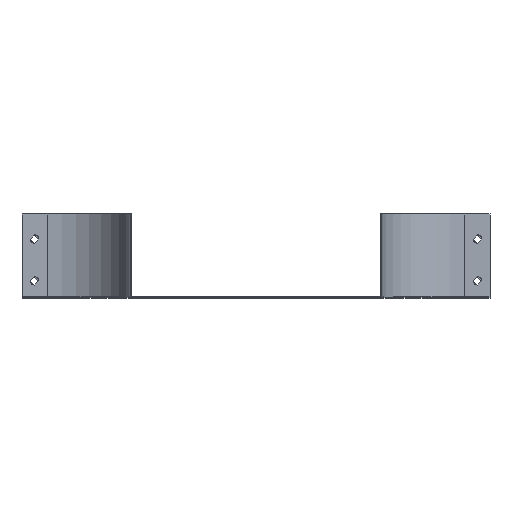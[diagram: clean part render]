
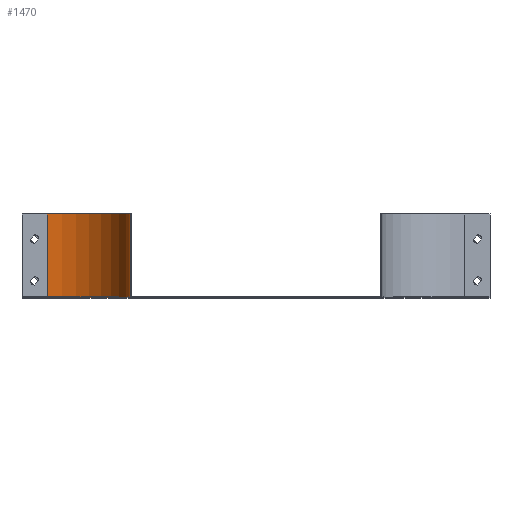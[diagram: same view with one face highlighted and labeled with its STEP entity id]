
A CAD part, top view. The second image highlights one B-rep face of the part: STEP entity #1470.
In plain terms, the highlighted cylindrical face has radius 100 mm (diameter 200 mm), a partial arc.
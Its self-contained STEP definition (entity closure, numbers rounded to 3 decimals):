
#17 = ORIENTED_EDGE ( 'NONE', *, *, #632, .F. ) ;
#18 = ORIENTED_EDGE ( 'NONE', *, *, #606, .F. ) ;
#19 = ORIENTED_EDGE ( 'NONE', *, *, #605, .F. ) ;
#20 = ORIENTED_EDGE ( 'NONE', *, *, #604, .T. ) ;
#183 = AXIS2_PLACEMENT_3D ( 'NONE', #3297, #3450, #3366 ) ;
#193 = AXIS2_PLACEMENT_3D ( 'NONE', #3380, #3379, #3378 ) ;
#604 = EDGE_CURVE ( 'NONE', #887, #875, #2233, .T. ) ;
#605 = EDGE_CURVE ( 'NONE', #887, #877, #2232, .T. ) ;
#606 = EDGE_CURVE ( 'NONE', #877, #874, #2235, .T. ) ;
#632 = EDGE_CURVE ( 'NONE', #874, #875, #2275, .T. ) ;
#874 = VERTEX_POINT ( 'NONE', #1349 ) ;
#875 = VERTEX_POINT ( 'NONE', #1347 ) ;
#877 = VERTEX_POINT ( 'NONE', #1340 ) ;
#887 = VERTEX_POINT ( 'NONE', #1306 ) ;
#1306 = CARTESIAN_POINT ( 'NONE',  ( -250., 100., -130. ) ) ;
#1340 = CARTESIAN_POINT ( 'NONE',  ( -150., 100., -30. ) ) ;
#1347 = CARTESIAN_POINT ( 'NONE',  ( -250., 0., -130. ) ) ;
#1349 = CARTESIAN_POINT ( 'NONE',  ( -150., 0., -30. ) ) ;
#1470 = ADVANCED_FACE ( 'NONE', ( #1578 ), #1583, .F. ) ;
#1578 = FACE_OUTER_BOUND ( 'NONE', #2149, .T. ) ;
#1583 = CYLINDRICAL_SURFACE ( 'NONE', #3185, 100. ) ;
#2149 = EDGE_LOOP ( 'NONE', ( #17, #18, #19, #20 ) ) ;
#2232 = CIRCLE ( 'NONE', #183, 100. ) ;
#2233 = LINE ( 'NONE', #3321, #2236 ) ;
#2235 = LINE ( 'NONE', #3430, #2239 ) ;
#2236 = VECTOR ( 'NONE', #3328, 1000. ) ;
#2239 = VECTOR ( 'NONE', #3298, 1000. ) ;
#2275 = CIRCLE ( 'NONE', #193, 100. ) ;
#2642 = DIRECTION ( 'NONE',  ( 0., 0., -1. ) ) ;
#2645 = DIRECTION ( 'NONE',  ( 0., -1., 0. ) ) ;
#2646 = CARTESIAN_POINT ( 'NONE',  ( -250., 0.8, -30. ) ) ;
#3185 = AXIS2_PLACEMENT_3D ( 'NONE', #2646, #2645, #2642 ) ;
#3297 = CARTESIAN_POINT ( 'NONE',  ( -250., 100., -30. ) ) ;
#3298 = DIRECTION ( 'NONE',  ( 0., -1., 0. ) ) ;
#3321 = CARTESIAN_POINT ( 'NONE',  ( -250., 0.8, -130. ) ) ;
#3328 = DIRECTION ( 'NONE',  ( 0., -1., 0. ) ) ;
#3366 = DIRECTION ( 'NONE',  ( -1., 0., 0. ) ) ;
#3378 = DIRECTION ( 'NONE',  ( 0., 0., 1. ) ) ;
#3379 = DIRECTION ( 'NONE',  ( 0., 1., 0. ) ) ;
#3380 = CARTESIAN_POINT ( 'NONE',  ( -250., 0., -30. ) ) ;
#3430 = CARTESIAN_POINT ( 'NONE',  ( -150., 0.8, -30. ) ) ;
#3450 = DIRECTION ( 'NONE',  ( 0., -1., 0. ) ) ;
